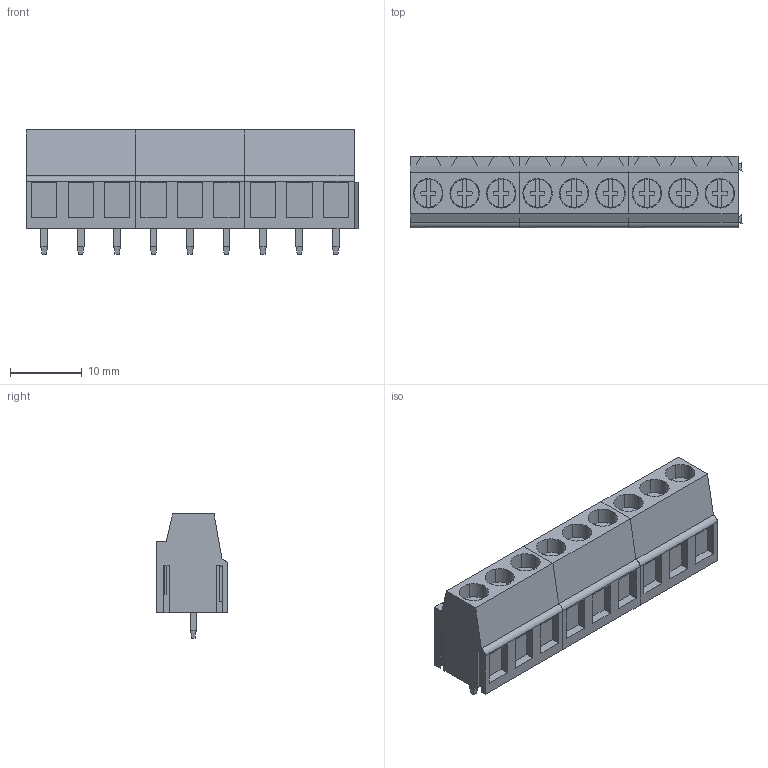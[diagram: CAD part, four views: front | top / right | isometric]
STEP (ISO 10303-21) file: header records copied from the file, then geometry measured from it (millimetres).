
FILE_DESCRIPTION(('CATIA V5 STEP Exchange','CAx-IF Rec.Pracs.--- Model Styling and Organization---1.2---2011-12-15'),'2;1');
FILE_NAME ('D1465129_0_9994180000_9994180000.stp','2018-03-30T14:32:13+00:00',('none'),('Weidmueller'),'CATIA Version 5-6 Release 2014','CATIA V5 STEP AP214','none');
FILE_SCHEMA(('AUTOMOTIVE_DESIGN { 1 0 10303 214 1 1 1 1 }'));
Length unit declared in the file: millimetre
Products named in the file (1): 9994180000
Bounding box: 46.27 x 10 x 17.3 mm (x, y, z)
Volume: 4411.9 mm3; surface area: 5242.8 mm2
Topology: 21 solids, 21 shells, 810 faces, 2160 edges, 1428 vertices
Faces by surface type: plane 681, cylinder 129
Entity records: 24929 total; most frequent: CARTESIAN_POINT 5014, ORIENTED_EDGE 4320, DIRECTION 3624, EDGE_CURVE 2160, VECTOR 1776, LINE 1776, VERTEX_POINT 1428, AXIS2_PLACEMENT_3D 1038
